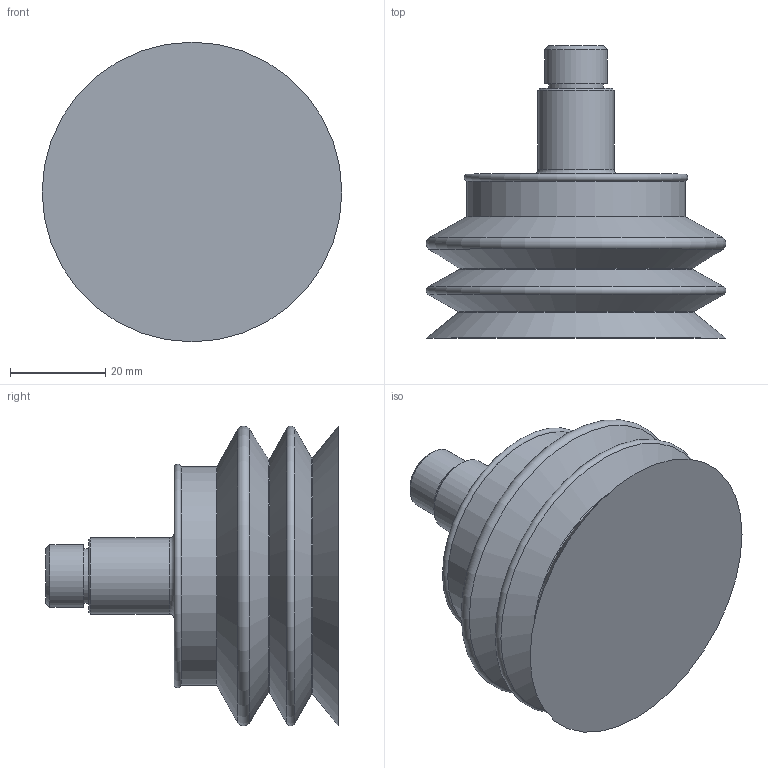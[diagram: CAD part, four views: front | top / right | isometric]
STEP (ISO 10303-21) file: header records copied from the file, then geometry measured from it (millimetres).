
FILE_DESCRIPTION(/* description */ (''),/* implementation_level */ '2;1');
FILE_NAME(/* name */ '3D_vf63nit+rac23r1-4m.stp',/* time_stamp */ '2020-03-25T11:53:20+01:00',/* author */ ('lmacia'),/* organization */ (''),/* preprocessor_version */ 'ST-DEVELOPER v17',/* originating_system */ 'Autodesk Inventor 2019',/* authorisation */ '');
FILE_SCHEMA (('AUTOMOTIVE_DESIGN { 1 0 10303 214 3 1 1 }'));
Length unit declared in the file: millimetre
Products named in the file (1): 3D_vf63+rac23r1-4m
Bounding box: 63 x 61.5 x 63 mm (x, y, z)
Volume: 83864.1 mm3; surface area: 15578.1 mm2
Topology: 1 solids, 1 shells, 26 faces, 77 edges, 58 vertices
Faces by surface type: cone 8, plane 7, torus 6, cylinder 5
Full cylindrical faces by diameter (mm): 6 x1, 11.44 x1, 13.16 x1, 16 x1, 46 x1
Entity records: 1038 total; most frequent: DIRECTION 195, CARTESIAN_POINT 162, ORIENTED_EDGE 154, AXIS2_PLACEMENT_3D 91, EDGE_CURVE 77, CIRCLE 64, VERTEX_POINT 58, EDGE_LOOP 31
